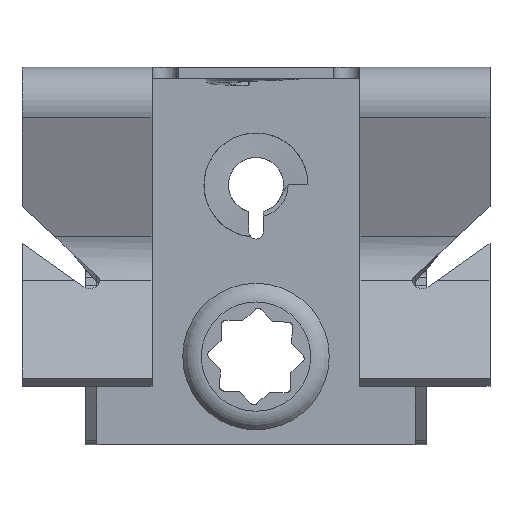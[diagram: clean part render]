
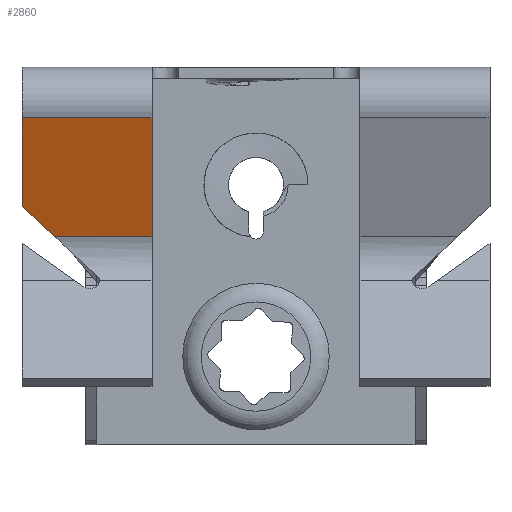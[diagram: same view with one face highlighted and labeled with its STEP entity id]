
A CAD part, front view. The second image highlights one B-rep face of the part: STEP entity #2860.
In plain terms, the highlighted planar face has unit normal (0, -0.934, -0.358).
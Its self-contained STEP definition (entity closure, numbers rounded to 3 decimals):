
#369 = ORIENTED_EDGE ( 'NONE', *, *, #5031, .T. ) ;
#385 = CARTESIAN_POINT ( 'NONE',  ( -19.358, 14.022, -16.309 ) ) ;
#517 = VERTEX_POINT ( 'NONE', #385 ) ;
#564 = AXIS2_PLACEMENT_3D ( 'NONE', #2126, #4185, #2606 ) ;
#920 = VECTOR ( 'NONE', #1379, 1000. ) ;
#1040 = EDGE_CURVE ( 'NONE', #2292, #6550, #4568, .T. ) ;
#1315 = LINE ( 'NONE', #4503, #2987 ) ;
#1379 = DIRECTION ( 'NONE',  ( 1., 0., 0. ) ) ;
#1532 = DIRECTION ( 'NONE',  ( 0.712, 0.252, -0.655 ) ) ;
#1569 = DIRECTION ( 'NONE',  ( 0., -0.358, 0.934 ) ) ;
#1634 = LINE ( 'NONE', #5245, #2002 ) ;
#1743 = CARTESIAN_POINT ( 'NONE',  ( -10., 14.022, -16.309 ) ) ;
#2002 = VECTOR ( 'NONE', #1569, 1000. ) ;
#2074 = CARTESIAN_POINT ( 'NONE',  ( -10., 9.639, -4.89 ) ) ;
#2126 = CARTESIAN_POINT ( 'NONE',  ( 16., 15.711, -20.708 ) ) ;
#2174 = ORIENTED_EDGE ( 'NONE', *, *, #2595, .T. ) ;
#2292 = VERTEX_POINT ( 'NONE', #3252 ) ;
#2316 = LINE ( 'NONE', #4411, #3870 ) ;
#2318 = ORIENTED_EDGE ( 'NONE', *, *, #4481, .F. ) ;
#2563 = CARTESIAN_POINT ( 'NONE',  ( -22.5, 12.913, -13.419 ) ) ;
#2595 = EDGE_CURVE ( 'NONE', #6509, #517, #5174, .T. ) ;
#2606 = DIRECTION ( 'NONE',  ( 0., 0.358, -0.934 ) ) ;
#2688 = ORIENTED_EDGE ( 'NONE', *, *, #3240, .T. ) ;
#2786 = EDGE_LOOP ( 'NONE', ( #2688, #5980, #369, #2174, #2318 ) ) ;
#2860 = ADVANCED_FACE ( 'NONE', ( #6762 ), #4150, .T. ) ;
#2934 = CARTESIAN_POINT ( 'NONE',  ( -22.5, 12.913, -13.419 ) ) ;
#2962 = VERTEX_POINT ( 'NONE', #1743 ) ;
#2987 = VECTOR ( 'NONE', #6083, 1000. ) ;
#3240 = EDGE_CURVE ( 'NONE', #2962, #6550, #1634, .T. ) ;
#3252 = CARTESIAN_POINT ( 'NONE',  ( -22.5, 9.639, -4.89 ) ) ;
#3310 = DIRECTION ( 'NONE',  ( -1., 0., 0. ) ) ;
#3749 = VECTOR ( 'NONE', #1532, 1000. ) ;
#3870 = VECTOR ( 'NONE', #3310, 1000. ) ;
#4150 = PLANE ( 'NONE',  #564 ) ;
#4185 = DIRECTION ( 'NONE',  ( 0., -0.934, -0.358 ) ) ;
#4411 = CARTESIAN_POINT ( 'NONE',  ( 16., 14.022, -16.309 ) ) ;
#4481 = EDGE_CURVE ( 'NONE', #2962, #517, #2316, .T. ) ;
#4503 = CARTESIAN_POINT ( 'NONE',  ( -22.5, 12.913, -13.419 ) ) ;
#4568 = LINE ( 'NONE', #6072, #920 ) ;
#5031 = EDGE_CURVE ( 'NONE', #2292, #6509, #1315, .T. ) ;
#5174 = LINE ( 'NONE', #2563, #3749 ) ;
#5245 = CARTESIAN_POINT ( 'NONE',  ( -10., 7.648, 0.297 ) ) ;
#5980 = ORIENTED_EDGE ( 'NONE', *, *, #1040, .F. ) ;
#6072 = CARTESIAN_POINT ( 'NONE',  ( 16., 9.639, -4.89 ) ) ;
#6083 = DIRECTION ( 'NONE',  ( 0., 0.358, -0.934 ) ) ;
#6509 = VERTEX_POINT ( 'NONE', #2934 ) ;
#6550 = VERTEX_POINT ( 'NONE', #2074 ) ;
#6762 = FACE_OUTER_BOUND ( 'NONE', #2786, .T. ) ;
